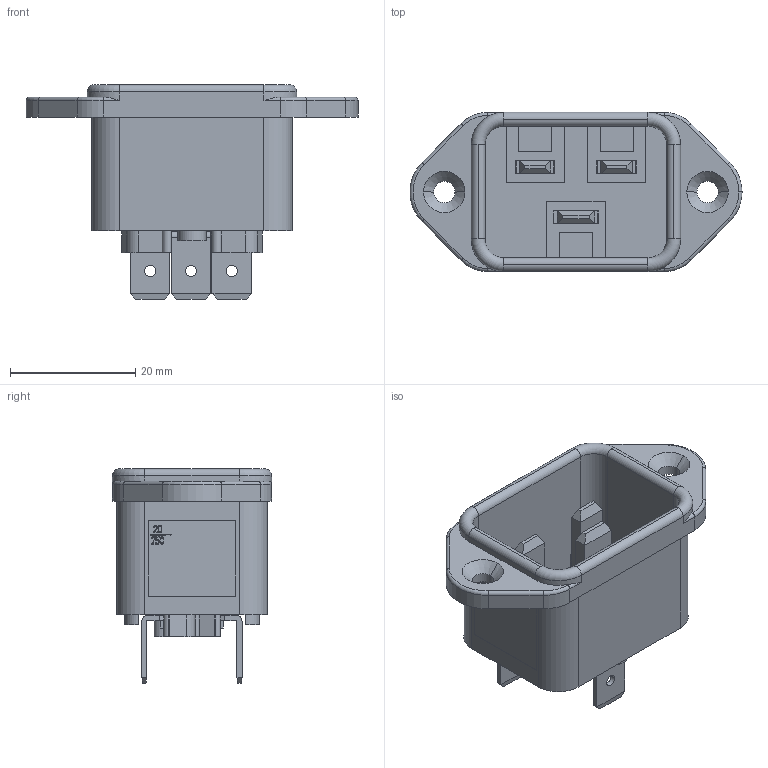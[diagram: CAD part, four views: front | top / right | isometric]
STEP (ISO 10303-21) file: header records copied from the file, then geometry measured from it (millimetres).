
FILE_DESCRIPTION (( 'STEP AP214' ), '1' );
FILE_NAME ('ACM-C2-GT-LC_3D.step', '2023-11-15T16:26:36', ( '' ), ( '' ), 'SwSTEP 2.0', 'SolidWorks 2022', '' );
FILE_SCHEMA (( 'AUTOMOTIVE_DESIGN' ));
Length unit declared in the file: inch
Products named in the file (1): ACM-C2-GT-LC_3D
Bounding box: 52.97 x 25.4 x 34.2 mm (x, y, z)
Volume: 7229.7 mm3; surface area: 9189.6 mm2
Topology: 7 solids, 7 shells, 1121 faces, 3099 edges, 2047 vertices
Faces by surface type: plane 967, cylinder 99, bspline 40, torus 11, cone 4
Entity records: 50154 total; most frequent: CARTESIAN_POINT 6884, ORIENTED_EDGE 6198, DIRECTION 5385, EDGE_CURVE 3099, VECTOR 2809, LINE 2809, VERTEX_POINT 2047, AXIS2_PLACEMENT_3D 1288
